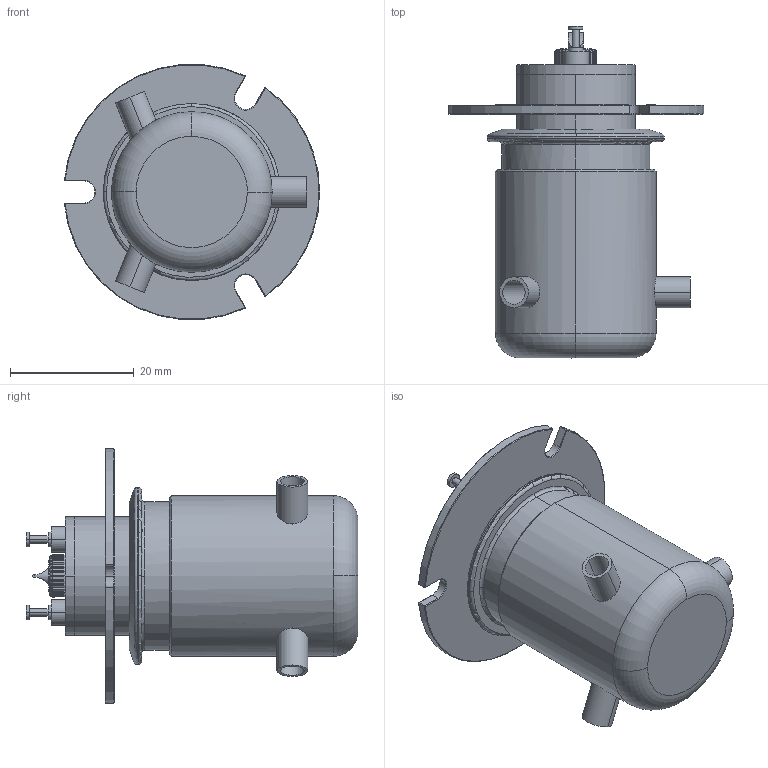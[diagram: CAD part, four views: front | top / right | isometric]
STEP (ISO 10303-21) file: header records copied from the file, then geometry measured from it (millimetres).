
FILE_DESCRIPTION (( 'STEP AP214' ), '1' );
FILE_NAME ('VC-2SF.STEP', '2025-07-01T13:16:57', ( '' ), ( '' ), 'SwSTEP 2.0', 'SolidWorks 2021', '' );
FILE_SCHEMA (( 'AUTOMOTIVE_DESIGN' ));
Length unit declared in the file: millimetre
Products named in the file (4): VC-2SF; 錨璃19^VC-2SF; 8.030.001; vc-2pw_asm (楹蛌)
Assembly tree (2 placements, depth 2):
  VC-2SF
    vc-2pw_asm (楹蛌)
    8.030.001
  錨璃19^VC-2SF
Bounding box: 41.31 x 53.7 x 41.25 mm (x, y, z)
Volume: 1539.5 mm3; surface area: 15996.7 mm2
Topology: 1 solids, 13 shells, 346 faces, 877 edges, 573 vertices
Faces by surface type: cylinder 142, plane 131, cone 44, torus 21, bspline 8
Entity records: 17139 total; most frequent: CARTESIAN_POINT 5569, ORIENTED_EDGE 1738, DIRECTION 1651, EDGE_CURVE 869, AXIS2_PLACEMENT_3D 649, VERTEX_POINT 572, EDGE_LOOP 395, LINE 353
